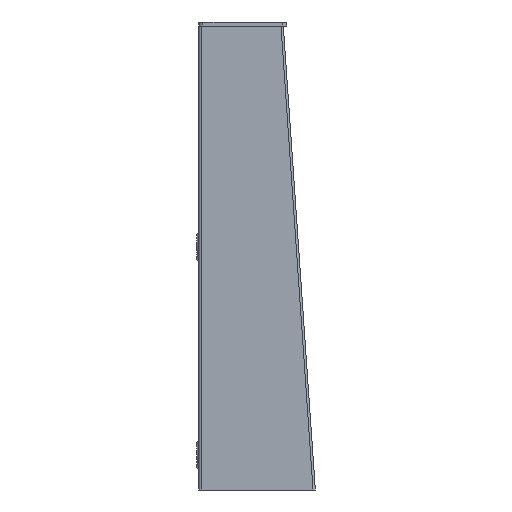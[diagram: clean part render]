
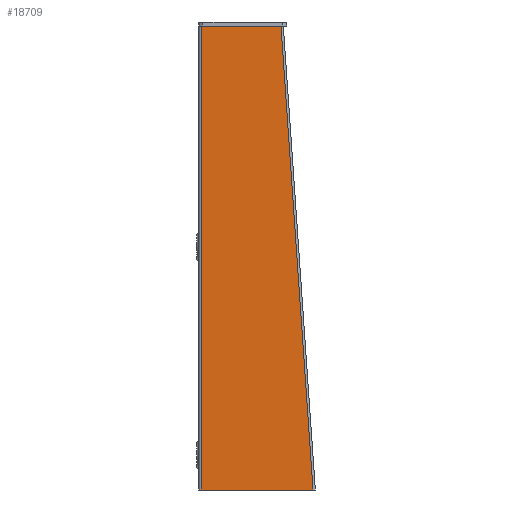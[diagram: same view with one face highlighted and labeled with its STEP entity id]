
A CAD part, left-side view. The second image highlights one B-rep face of the part: STEP entity #18709.
In plain terms, the highlighted planar face has unit normal (-1, 0, 0).
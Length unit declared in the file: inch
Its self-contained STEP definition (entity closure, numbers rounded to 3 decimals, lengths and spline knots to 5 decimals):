
#9464=CARTESIAN_POINT('',(-14.9375,-4.89769,-11.88));
#9524=CARTESIAN_POINT('',(-14.9375,-3.52511,7.995));
#9850=DIRECTION('',(0.,0.069,0.998));
#9851=VECTOR('',#9850,19.92234);
#9852=CARTESIAN_POINT('',(-14.9375,-4.89769,-11.88));
#9853=LINE('',#9852,#9851);
#9854=DIRECTION('',(0.,1.,0.));
#9855=VECTOR('',#9854,4.79769);
#9856=CARTESIAN_POINT('',(-14.9375,-4.89769,-11.88));
#9857=LINE('',#9856,#9855);
#9858=DIRECTION('',(0.,0.,-1.));
#9859=VECTOR('',#9858,19.875);
#9860=CARTESIAN_POINT('',(-14.9375,-0.1,7.995));
#9861=LINE('',#9860,#9859);
#9862=DIRECTION('',(0.,-1.,0.));
#9863=VECTOR('',#9862,3.42511);
#9864=CARTESIAN_POINT('',(-14.9375,-0.1,7.995));
#9865=LINE('',#9864,#9863);
#15648=VERTEX_POINT('',#9524);
#15652=VERTEX_POINT('',#9464);
#15653=CARTESIAN_POINT('',(-14.9375,-0.1,-11.88));
#15655=VERTEX_POINT('',#15653);
#15659=CARTESIAN_POINT('',(-14.9375,-0.1,7.995));
#15660=VERTEX_POINT('',#15659);
#18697=CARTESIAN_POINT('',(-14.9375,0.,0.));
#18698=DIRECTION('',(1.,0.,0.));
#18699=DIRECTION('',(0.,0.,-1.));
#18700=AXIS2_PLACEMENT_3D('',#18697,#18698,#18699);
#18701=PLANE('',#18700);
#18702=ORIENTED_EDGE('',*,*,#18692,.F.);
#18703=ORIENTED_EDGE('',*,*,#18170,.T.);
#18705=ORIENTED_EDGE('',*,*,#18704,.F.);
#18706=ORIENTED_EDGE('',*,*,#18212,.T.);
#18707=EDGE_LOOP('',(#18702,#18703,#18705,#18706));
#18708=FACE_OUTER_BOUND('',#18707,.F.);
#18709=ADVANCED_FACE('',(#18708),#18701,.F.);
#18170=EDGE_CURVE('',#15652,#15655,#9857,.T.);
#18212=EDGE_CURVE('',#15660,#15648,#9865,.T.);
#18692=EDGE_CURVE('',#15652,#15648,#9853,.T.);
#18704=EDGE_CURVE('',#15660,#15655,#9861,.T.);
